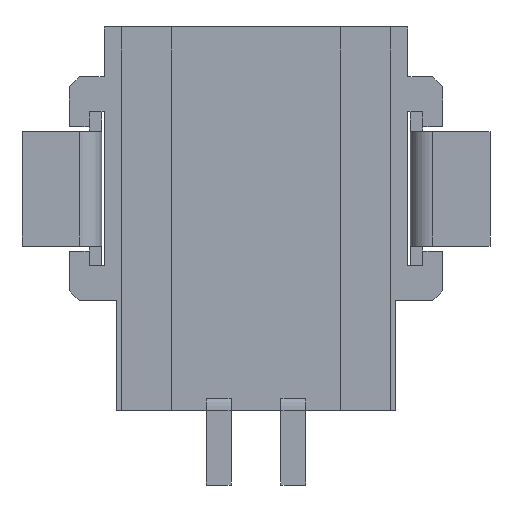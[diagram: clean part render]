
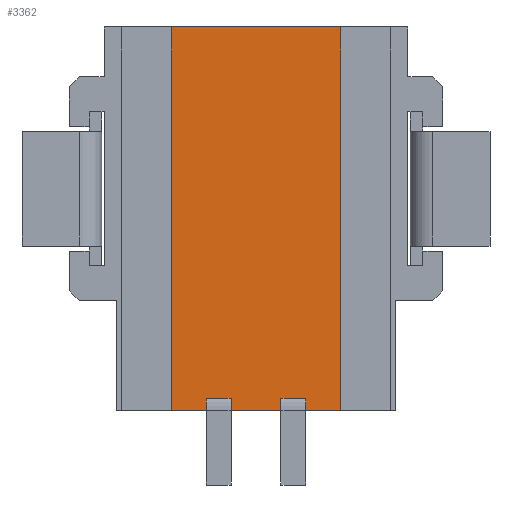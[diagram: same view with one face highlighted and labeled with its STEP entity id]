
A CAD part, front view. The second image highlights one B-rep face of the part: STEP entity #3362.
In plain terms, the highlighted planar face has unit normal (0, -1, 0).
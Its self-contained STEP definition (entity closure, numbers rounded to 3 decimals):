
#116=DIRECTION('',(1.,0.,0.));
#117=VECTOR('',#116,3.4);
#118=CARTESIAN_POINT('',(-1.7,-1.8,0.));
#119=LINE('',#118,#117);
#786=DIRECTION('',(1.,0.,0.));
#787=VECTOR('',#786,1.);
#788=CARTESIAN_POINT('',(-0.5,-1.8,-7.7));
#789=LINE('',#788,#787);
#802=DIRECTION('',(1.,0.,0.));
#803=VECTOR('',#802,0.7);
#804=CARTESIAN_POINT('',(1.,-1.8,-7.7));
#805=LINE('',#804,#803);
#850=DIRECTION('',(1.,0.,0.));
#851=VECTOR('',#850,0.7);
#852=CARTESIAN_POINT('',(-1.7,-1.8,-7.7));
#853=LINE('',#852,#851);
#866=DIRECTION('',(0.,0.,1.));
#867=VECTOR('',#866,0.24);
#868=CARTESIAN_POINT('',(-1.,-1.8,-7.7));
#869=LINE('',#868,#867);
#870=DIRECTION('',(0.,0.,-1.));
#871=VECTOR('',#870,7.7);
#872=CARTESIAN_POINT('',(-1.7,-1.8,0.));
#873=LINE('',#872,#871);
#874=DIRECTION('',(0.,0.,1.));
#875=VECTOR('',#874,0.24);
#876=CARTESIAN_POINT('',(1.,-1.8,-7.7));
#877=LINE('',#876,#875);
#878=DIRECTION('',(1.,0.,0.));
#879=VECTOR('',#878,0.5);
#880=CARTESIAN_POINT('',(0.5,-1.8,-7.46));
#881=LINE('',#880,#879);
#882=DIRECTION('',(0.,0.,1.));
#883=VECTOR('',#882,0.24);
#884=CARTESIAN_POINT('',(0.5,-1.8,-7.7));
#885=LINE('',#884,#883);
#886=DIRECTION('',(0.,0.,1.));
#887=VECTOR('',#886,0.24);
#888=CARTESIAN_POINT('',(-0.5,-1.8,-7.7));
#889=LINE('',#888,#887);
#890=DIRECTION('',(1.,0.,0.));
#891=VECTOR('',#890,0.5);
#892=CARTESIAN_POINT('',(-1.,-1.8,-7.46));
#893=LINE('',#892,#891);
#906=DIRECTION('',(0.,0.,-1.));
#907=VECTOR('',#906,7.7);
#908=CARTESIAN_POINT('',(1.7,-1.8,0.));
#909=LINE('',#908,#907);
#1838=CARTESIAN_POINT('',(-1.7,-1.8,0.));
#1839=VERTEX_POINT('',#1838);
#1840=CARTESIAN_POINT('',(1.7,-1.8,0.));
#1841=VERTEX_POINT('',#1840);
#1864=CARTESIAN_POINT('',(-1.7,-1.8,-7.7));
#1865=VERTEX_POINT('',#1864);
#1866=CARTESIAN_POINT('',(1.7,-1.8,-7.7));
#1868=VERTEX_POINT('',#1866);
#2148=CARTESIAN_POINT('',(0.5,-1.8,-7.7));
#2150=VERTEX_POINT('',#2148);
#2152=CARTESIAN_POINT('',(1.,-1.8,-7.7));
#2154=VERTEX_POINT('',#2152);
#2156=CARTESIAN_POINT('',(0.5,-1.8,-7.46));
#2157=VERTEX_POINT('',#2156);
#2158=CARTESIAN_POINT('',(1.,-1.8,-7.46));
#2159=VERTEX_POINT('',#2158);
#2304=CARTESIAN_POINT('',(-1.,-1.8,-7.7));
#2306=VERTEX_POINT('',#2304);
#2308=CARTESIAN_POINT('',(-0.5,-1.8,-7.7));
#2310=VERTEX_POINT('',#2308);
#2312=CARTESIAN_POINT('',(-1.,-1.8,-7.46));
#2313=VERTEX_POINT('',#2312);
#2314=CARTESIAN_POINT('',(-0.5,-1.8,-7.46));
#2315=VERTEX_POINT('',#2314);
#3337=CARTESIAN_POINT('',(-1.7,-1.8,0.));
#3338=DIRECTION('',(0.,-1.,0.));
#3339=DIRECTION('',(1.,0.,0.));
#3340=AXIS2_PLACEMENT_3D('',#3337,#3338,#3339);
#3341=PLANE('',#3340);
#3342=ORIENTED_EDGE('',*,*,#3197,.F.);
#3343=ORIENTED_EDGE('',*,*,#3276,.F.);
#3345=ORIENTED_EDGE('',*,*,#3344,.F.);
#3346=ORIENTED_EDGE('',*,*,#2423,.T.);
#3348=ORIENTED_EDGE('',*,*,#3347,.T.);
#3349=ORIENTED_EDGE('',*,*,#3256,.F.);
#3351=ORIENTED_EDGE('',*,*,#3350,.T.);
#3353=ORIENTED_EDGE('',*,*,#3352,.F.);
#3355=ORIENTED_EDGE('',*,*,#3354,.F.);
#3356=ORIENTED_EDGE('',*,*,#3248,.F.);
#3358=ORIENTED_EDGE('',*,*,#3357,.T.);
#3359=ORIENTED_EDGE('',*,*,#3328,.F.);
#3360=EDGE_LOOP('',(#3342,#3343,#3345,#3346,#3348,#3349,#3351,#3353,#3355,#3356,
#3358,#3359));
#3361=FACE_OUTER_BOUND('',#3360,.F.);
#3362=ADVANCED_FACE('',(#3361),#3341,.T.);
#2423=EDGE_CURVE('',#1839,#1841,#119,.T.);
#3197=EDGE_CURVE('',#2306,#2313,#869,.T.);
#3248=EDGE_CURVE('',#2310,#2150,#789,.T.);
#3256=EDGE_CURVE('',#2154,#1868,#805,.T.);
#3276=EDGE_CURVE('',#1865,#2306,#853,.T.);
#3328=EDGE_CURVE('',#2313,#2315,#893,.T.);
#3344=EDGE_CURVE('',#1839,#1865,#873,.T.);
#3347=EDGE_CURVE('',#1841,#1868,#909,.T.);
#3350=EDGE_CURVE('',#2154,#2159,#877,.T.);
#3352=EDGE_CURVE('',#2157,#2159,#881,.T.);
#3354=EDGE_CURVE('',#2150,#2157,#885,.T.);
#3357=EDGE_CURVE('',#2310,#2315,#889,.T.);
